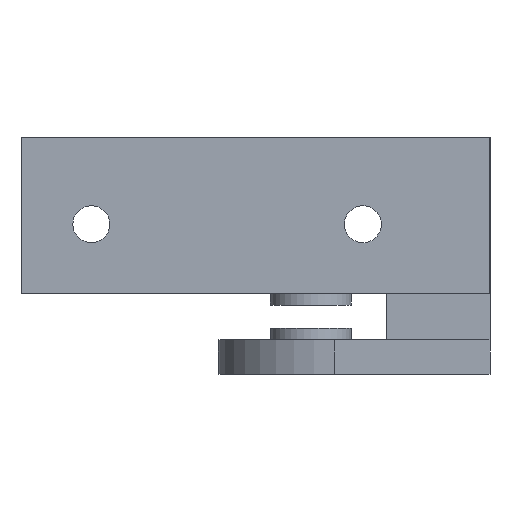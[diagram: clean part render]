
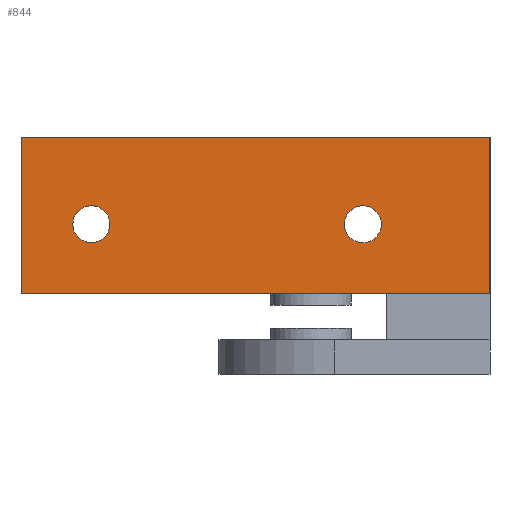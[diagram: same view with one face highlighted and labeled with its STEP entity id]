
A CAD part, left-side view. The second image highlights one B-rep face of the part: STEP entity #844.
In plain terms, the highlighted planar face has unit normal (-1, 0, 0).
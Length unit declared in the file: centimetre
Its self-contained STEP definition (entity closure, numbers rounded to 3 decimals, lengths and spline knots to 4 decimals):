
#37=LINE('',#1302,#109);
#52=LINE('',#1340,#124);
#53=LINE('',#1342,#125);
#54=LINE('',#1343,#126);
#109=VECTOR('',#1063,1.);
#124=VECTOR('',#1098,1.);
#125=VECTOR('',#1099,1.);
#126=VECTOR('',#1100,1.);
#179=PLANE('',#926);
#221=FACE_BOUND('',#332,.T.);
#222=FACE_BOUND('',#333,.T.);
#260=FACE_OUTER_BOUND('',#331,.T.);
#331=EDGE_LOOP('',(#670,#671,#672,#673));
#332=EDGE_LOOP('',(#674));
#333=EDGE_LOOP('',(#675));
#385=CIRCLE('',#899,0.16);
#387=CIRCLE('',#902,0.16);
#419=VERTEX_POINT('',#1249);
#421=VERTEX_POINT('',#1254);
#438=VERTEX_POINT('',#1299);
#439=VERTEX_POINT('',#1301);
#452=VERTEX_POINT('',#1339);
#453=VERTEX_POINT('',#1341);
#498=EDGE_CURVE('',#419,#419,#385,.T.);
#500=EDGE_CURVE('',#421,#421,#387,.T.);
#521=EDGE_CURVE('',#439,#438,#37,.T.);
#539=EDGE_CURVE('',#438,#452,#52,.T.);
#540=EDGE_CURVE('',#452,#453,#53,.T.);
#541=EDGE_CURVE('',#439,#453,#54,.T.);
#670=ORIENTED_EDGE('',*,*,#521,.T.);
#671=ORIENTED_EDGE('',*,*,#539,.T.);
#672=ORIENTED_EDGE('',*,*,#540,.T.);
#673=ORIENTED_EDGE('',*,*,#541,.F.);
#674=ORIENTED_EDGE('',*,*,#498,.F.);
#675=ORIENTED_EDGE('',*,*,#500,.F.);
#844=ADVANCED_FACE('',(#260,#221,#222),#179,.F.);
#899=AXIS2_PLACEMENT_3D('',#1250,#1013,#1014);
#902=AXIS2_PLACEMENT_3D('',#1255,#1019,#1020);
#926=AXIS2_PLACEMENT_3D('',#1338,#1096,#1097);
#1013=DIRECTION('center_axis',(-1.,0.,0.));
#1014=DIRECTION('ref_axis',(0.,1.,0.));
#1019=DIRECTION('center_axis',(-1.,0.,0.));
#1020=DIRECTION('ref_axis',(0.,1.,0.));
#1063=DIRECTION('',(0.,-1.,0.));
#1096=DIRECTION('center_axis',(1.,0.,0.));
#1097=DIRECTION('ref_axis',(0.,1.,0.));
#1098=DIRECTION('',(0.,0.,1.));
#1099=DIRECTION('',(0.,1.,0.));
#1100=DIRECTION('',(0.,0.,1.));
#1249=CARTESIAN_POINT('',(0.,-0.76,0.6));
#1250=CARTESIAN_POINT('Origin',(0.,-0.6,0.6));
#1254=CARTESIAN_POINT('',(0.,-3.11,0.6));
#1255=CARTESIAN_POINT('Origin',(0.,-2.95,0.6));
#1299=CARTESIAN_POINT('',(0.,-4.05,0.));
#1301=CARTESIAN_POINT('',(0.,0.,0.));
#1302=CARTESIAN_POINT('',(0.,0.,0.));
#1338=CARTESIAN_POINT('Origin',(0.,-4.05,0.));
#1339=CARTESIAN_POINT('',(0.,-4.05,1.35));
#1340=CARTESIAN_POINT('',(0.,-4.05,0.));
#1341=CARTESIAN_POINT('',(0.,0.,1.35));
#1342=CARTESIAN_POINT('',(0.,0.,1.35));
#1343=CARTESIAN_POINT('',(0.,0.,0.));
